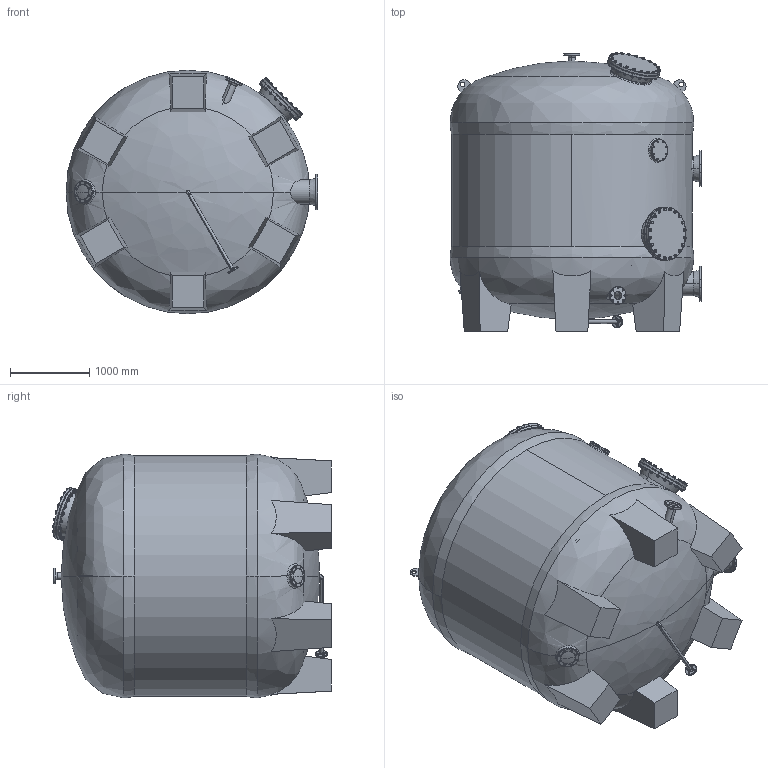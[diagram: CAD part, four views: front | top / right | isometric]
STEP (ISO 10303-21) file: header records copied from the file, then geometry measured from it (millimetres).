
FILE_DESCRIPTION (( 'STEP AP214' ), '1' );
FILE_NAME ('Atlantic 300C.STEP', '2020-11-02T14:00:09', ( '' ), ( '' ), 'SwSTEP 2.0', 'SolidWorks 2019', '' );
FILE_SCHEMA (( 'AUTOMOTIVE_DESIGN' ));
Length unit declared in the file: millimetre
Products named in the file (23): inlet_flange_dn300; gasket_block_dn200; cover_dn500; gasket_dn200; air_flange_dn100; hex_nut_m20; glass_cover_dn200; hex_screw_m8_40; outlet_flange_dn300; washer_fi8; cover_block_dn200; washer_fi20; vent_flange_dn80; Atlantic 300C; drain_flange_dn401; vessel_300c; hex_screw_m20_100; elbow_dn40; gasket_dn500
Assembly tree (211 placements, depth 3):
  Atlantic 300C
    vessel_300c
    inlet_flange_dn300
    cover_block_dn200
      cover_block_dn200
      gasket_block_dn200
      hex_screw_m8_40  x8
      washer_fi8  x8
    outlet_flange_dn300
    vent_flange_dn80
    cover_dn500
      cover_dn500
      gasket_dn500
      hex_screw_m20_100  x20
      washer_fi20  x20
    glass_cover_dn200
      glass_cover_dn200
      gasket_dn200
      hex_screw_m8_40  x8
      washer_fi8  x8
    hex_nut_m20  x40
    washer_fi20  x40
    cover_dn500
      cover_dn500
      gasket_dn500
      hex_screw_m20_100  x20
      washer_fi20  x20
    air_flange_dn100
    elbow_dn40
    drain_flange_dn401
Bounding box: 3169.37 x 3510.26 x 3066.74 mm (x, y, z)
Volume: 1521973593.6 mm3; surface area: 84274202.6 mm2
Topology: 207 solids, 207 shells, 3515 faces, 7878 edges, 4810 vertices
Faces by surface type: cone 1280, plane 1095, cylinder 984, bspline 156
Entity records: 54980 total; most frequent: CARTESIAN_POINT 28965, DIRECTION 4278, ORIENTED_EDGE 3880, EDGE_CURVE 1940, AXIS2_PLACEMENT_3D 1873, VERTEX_POINT 1278, CIRCLE 1082, EDGE_LOOP 1020
